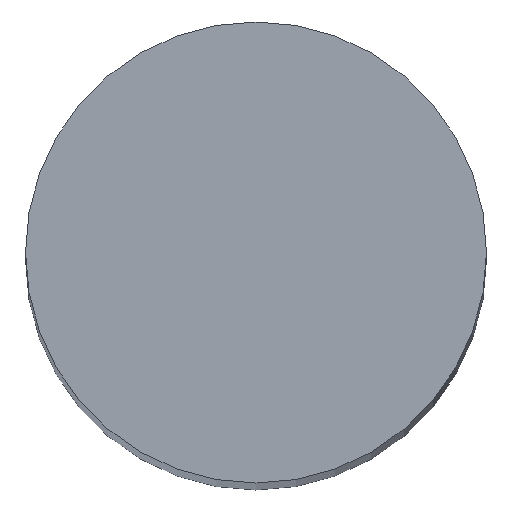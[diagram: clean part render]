
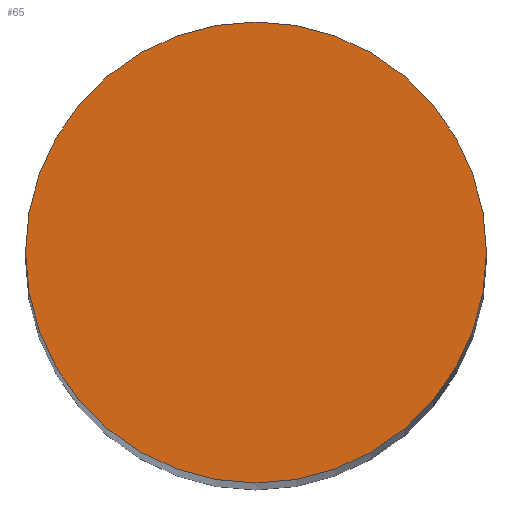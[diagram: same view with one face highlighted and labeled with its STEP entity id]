
A CAD part, top view. The second image highlights one B-rep face of the part: STEP entity #65.
In plain terms, the highlighted planar face has unit normal (0, 0, 1).
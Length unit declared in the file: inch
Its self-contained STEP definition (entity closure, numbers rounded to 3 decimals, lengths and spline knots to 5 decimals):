
#12 = DIRECTION ( 'NONE',  ( 0., 0., 1. ) ) ;
#13 = PLANE ( 'NONE',  #60 ) ;
#22 = DIRECTION ( 'NONE',  ( 1., 0., 0. ) ) ;
#26 = EDGE_CURVE ( 'NONE', #174, #125, #43, .T. ) ;
#28 = DIRECTION ( 'NONE',  ( 0., 0., 1. ) ) ;
#41 = CARTESIAN_POINT ( 'NONE',  ( 0., 0., 4. ) ) ;
#43 = CIRCLE ( 'NONE', #171, 0.23 ) ;
#51 = ORIENTED_EDGE ( 'NONE', *, *, #26, .T. ) ;
#60 = AXIS2_PLACEMENT_3D ( 'NONE', #66, #103, #22 ) ;
#62 = CIRCLE ( 'NONE', #75, 0.23 ) ;
#65 = ADVANCED_FACE ( 'NONE', ( #77 ), #13, .T. ) ;
#66 = CARTESIAN_POINT ( 'NONE',  ( 0., 0., 4. ) ) ;
#75 = AXIS2_PLACEMENT_3D ( 'NONE', #104, #28, #105 ) ;
#77 = FACE_OUTER_BOUND ( 'NONE', #129, .T. ) ;
#79 = CARTESIAN_POINT ( 'NONE',  ( 0.23, 0., 4. ) ) ;
#101 = ORIENTED_EDGE ( 'NONE', *, *, #134, .T. ) ;
#103 = DIRECTION ( 'NONE',  ( 0., 0., 1. ) ) ;
#104 = CARTESIAN_POINT ( 'NONE',  ( 0., 0., 4. ) ) ;
#105 = DIRECTION ( 'NONE',  ( 1., 0., 0. ) ) ;
#125 = VERTEX_POINT ( 'NONE', #79 ) ;
#129 = EDGE_LOOP ( 'NONE', ( #51, #101 ) ) ;
#134 = EDGE_CURVE ( 'NONE', #125, #174, #62, .T. ) ;
#135 = CARTESIAN_POINT ( 'NONE',  ( -0.23, 0., 4. ) ) ;
#146 = DIRECTION ( 'NONE',  ( 1., 0., 0. ) ) ;
#171 = AXIS2_PLACEMENT_3D ( 'NONE', #41, #12, #146 ) ;
#174 = VERTEX_POINT ( 'NONE', #135 ) ;
